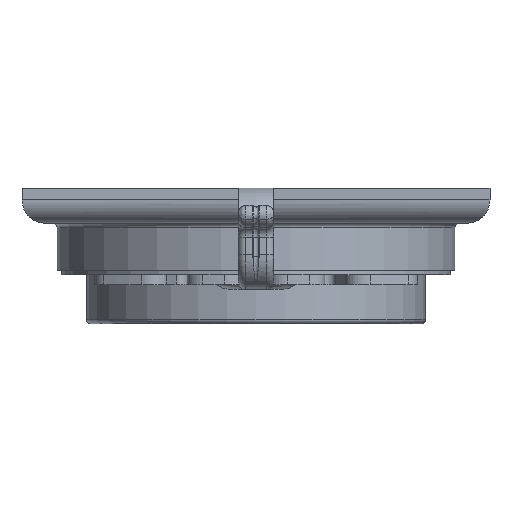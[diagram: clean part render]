
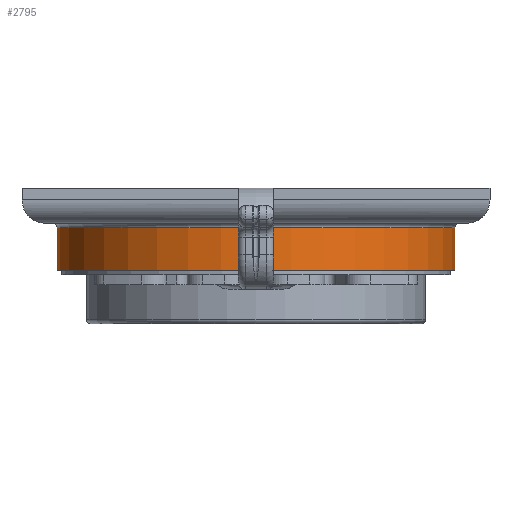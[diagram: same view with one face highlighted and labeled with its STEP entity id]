
A CAD part, front view. The second image highlights one B-rep face of the part: STEP entity #2795.
In plain terms, the highlighted cylindrical face has radius 8.5 mm (diameter 17 mm), a partial arc.
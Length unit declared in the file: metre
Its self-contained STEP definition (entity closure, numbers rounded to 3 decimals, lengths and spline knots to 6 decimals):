
#2795 = ADVANCED_FACE( '', ( #5415 ), #5416, .T. );
#5415 = FACE_OUTER_BOUND( '', #9201, .T. );
#5416 = CYLINDRICAL_SURFACE( '', #9202, 0.0085 );
#9201 = EDGE_LOOP( '', ( #12182, #12183, #12184, #12185 ) );
#9202 = AXIS2_PLACEMENT_3D( '', #12186, #12187, #12188 );
#12182 = ORIENTED_EDGE( '', *, *, #14790, .T. );
#12183 = ORIENTED_EDGE( '', *, *, #14794, .T. );
#12184 = ORIENTED_EDGE( '', *, *, #14792, .F. );
#12185 = ORIENTED_EDGE( '', *, *, #14784, .F. );
#12186 = CARTESIAN_POINT( '', ( 0.01, 0., -0.002 ) );
#12187 = DIRECTION( '', ( 0., 0., -1. ) );
#12188 = DIRECTION( '', ( 1., 0., 0. ) );
#14784 = EDGE_CURVE( '', #19169, #19170, #19171, .T. );
#14790 = EDGE_CURVE( '', #19169, #19178, #19180, .T. );
#14792 = EDGE_CURVE( '', #19170, #19182, #19183, .T. );
#14794 = EDGE_CURVE( '', #19178, #19182, #19185, .F. );
#19169 = VERTEX_POINT( '', #21842 );
#19170 = VERTEX_POINT( '', #21843 );
#19171 = CIRCLE( '', #21844, 0.0085 );
#19178 = VERTEX_POINT( '', #21854 );
#19180 = LINE( '', #21857, #21858 );
#19182 = VERTEX_POINT( '', #21861 );
#19183 = LINE( '', #21862, #21863 );
#19185 = CIRCLE( '', #21866, 0.0085 );
#21842 = CARTESIAN_POINT( '', ( 0.01, 0.0085, -0.002 ) );
#21843 = CARTESIAN_POINT( '', ( 0.01, -0.0085, -0.002 ) );
#21844 = AXIS2_PLACEMENT_3D( '', #22362, #22363, #22364 );
#21854 = CARTESIAN_POINT( '', ( 0.01, 0.0085, -0.0002 ) );
#21857 = CARTESIAN_POINT( '', ( 0.01, 0.0085, -0.002 ) );
#21858 = VECTOR( '', #22372, 1. );
#21861 = CARTESIAN_POINT( '', ( 0.01, -0.0085, -0.0002 ) );
#21862 = CARTESIAN_POINT( '', ( 0.01, -0.0085, -0.002 ) );
#21863 = VECTOR( '', #22374, 1. );
#21866 = AXIS2_PLACEMENT_3D( '', #22376, #22377, #22378 );
#22362 = CARTESIAN_POINT( '', ( 0.01, 0., -0.002 ) );
#22363 = DIRECTION( '', ( 0., 0., -1. ) );
#22364 = DIRECTION( '', ( -1., 0., 0. ) );
#22372 = DIRECTION( '', ( 0., 0., 1. ) );
#22374 = DIRECTION( '', ( 0., 0., 1. ) );
#22376 = CARTESIAN_POINT( '', ( 0.01, 0., -0.0002 ) );
#22377 = DIRECTION( '', ( 0., 0., 1. ) );
#22378 = DIRECTION( '', ( 1., 0., 0. ) );
